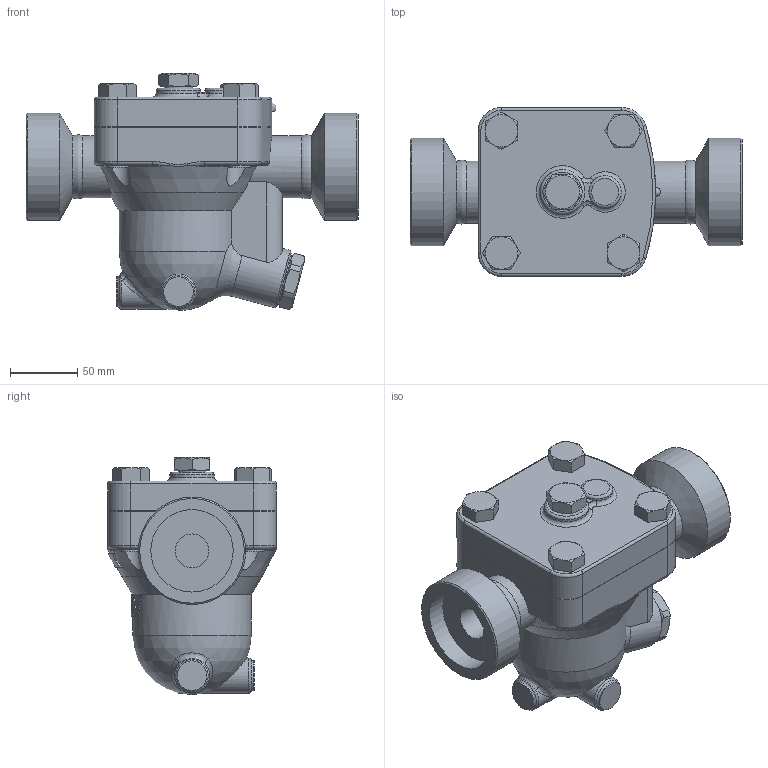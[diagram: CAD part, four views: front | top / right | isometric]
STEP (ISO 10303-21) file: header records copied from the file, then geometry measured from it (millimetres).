
FILE_DESCRIPTION((''),'2;1');
FILE_NAME('j5rhp-050-sw000-00.stp','2011-01-26T13:43:24',('nakaot'),(''),'Autodesk Inventor 2008','Autodesk Inventor 2008','');
FILE_SCHEMA(('AUTOMOTIVE_DESIGN { 1 0 10303 214 1 1 1 1 }'));
Length unit declared in the file: millimetre
Products named in the file (1): j5rhp-050-sw000-00
Bounding box: 246 x 125 x 175.7 mm (x, y, z)
Volume: 1926053.3 mm3; surface area: 164790.9 mm2
Topology: 1 solids, 1 shells, 271 faces, 663 edges, 414 vertices
Faces by surface type: plane 99, cylinder 61, bspline 58, cone 35, torus 16, sphere 2
Full cylindrical faces by diameter (mm): 16 x8, 21 x1, 22 x2, 24 x1, 25 x1, 26 x1, 33 x1, 38 x1, 44 x1, 46 x2, 61.1 x1, 79.5 x1, 80 x1
Entity records: 16101 total; most frequent: CARTESIAN_POINT 10471, ORIENTED_EDGE 1190, DIRECTION 1068, EDGE_CURVE 595, AXIS2_PLACEMENT_3D 452, VERTEX_POINT 399, EDGE_LOOP 352, FACE_OUTER_BOUND 271
